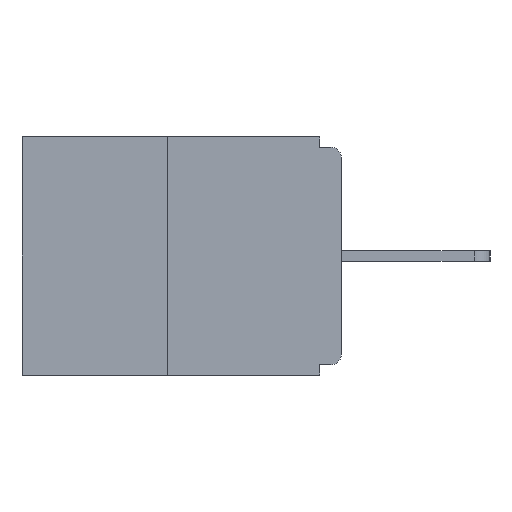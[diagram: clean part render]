
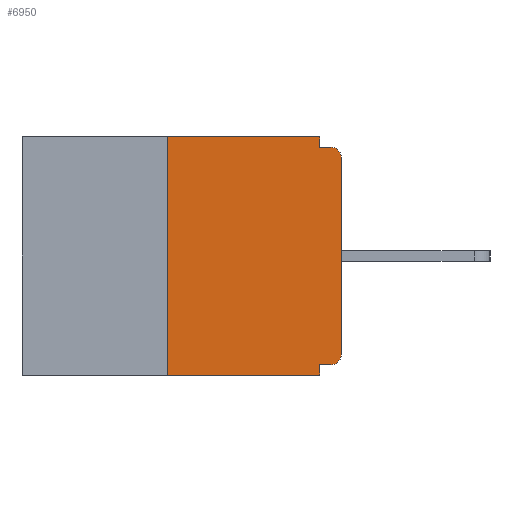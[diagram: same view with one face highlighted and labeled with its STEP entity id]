
A CAD part, left-side view. The second image highlights one B-rep face of the part: STEP entity #6950.
In plain terms, the highlighted planar face has unit normal (-1, 0, 0).
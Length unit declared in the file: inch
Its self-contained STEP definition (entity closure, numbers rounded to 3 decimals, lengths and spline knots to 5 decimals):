
#6 = CARTESIAN_POINT ( 'NONE',  ( 0., 0.015, -0.328 ) ) ;
#457 = VECTOR ( 'NONE', #7845, 39.37008 ) ;
#661 = CARTESIAN_POINT ( 'NONE',  ( 0., 0., -0.328 ) ) ;
#1268 = AXIS2_PLACEMENT_3D ( 'NONE', #7029, #3304, #6964 ) ;
#1614 = CARTESIAN_POINT ( 'NONE',  ( 0., 0., -0.03 ) ) ;
#1693 = LINE ( 'NONE', #5201, #6755 ) ;
#2038 = CARTESIAN_POINT ( 'NONE',  ( 0., 0.25, 0. ) ) ;
#2378 = EDGE_CURVE ( 'NONE', #10740, #10044, #5986, .T. ) ;
#2427 = LINE ( 'NONE', #5273, #11754 ) ;
#2490 = EDGE_CURVE ( 'NONE', #8999, #10044, #7460, .T. ) ;
#2708 = VECTOR ( 'NONE', #4123, 39.37008 ) ;
#2866 = CARTESIAN_POINT ( 'NONE',  ( 0., 0.031, 0. ) ) ;
#2922 = CARTESIAN_POINT ( 'NONE',  ( 0., 0.015, -0.03 ) ) ;
#2958 = CARTESIAN_POINT ( 'NONE',  ( 0., 0.46, 0. ) ) ;
#2976 = VERTEX_POINT ( 'NONE', #6 ) ;
#3168 = CIRCLE ( 'NONE', #9828, 0.015 ) ;
#3304 = DIRECTION ( 'NONE',  ( -1., 0., 0. ) ) ;
#3481 = EDGE_CURVE ( 'NONE', #10547, #9852, #1693, .T. ) ;
#3797 = DIRECTION ( 'NONE',  ( 1., 0., 0. ) ) ;
#3911 = FACE_OUTER_BOUND ( 'NONE', #7961, .T. ) ;
#3963 = DIRECTION ( 'NONE',  ( 0., -1., 0. ) ) ;
#4123 = DIRECTION ( 'NONE',  ( 0., 0., -1. ) ) ;
#4321 = ORIENTED_EDGE ( 'NONE', *, *, #11494, .F. ) ;
#4371 = DIRECTION ( 'NONE',  ( 0., 0., 1. ) ) ;
#4587 = CARTESIAN_POINT ( 'NONE',  ( 0., 0.015, -0.015 ) ) ;
#4906 = CARTESIAN_POINT ( 'NONE',  ( 0., 0.031, -0.328 ) ) ;
#4911 = ORIENTED_EDGE ( 'NONE', *, *, #7673, .T. ) ;
#5201 = CARTESIAN_POINT ( 'NONE',  ( 0., 0., -0.015 ) ) ;
#5273 = CARTESIAN_POINT ( 'NONE',  ( 0., 0.031, 0. ) ) ;
#5317 = VERTEX_POINT ( 'NONE', #2866 ) ;
#5579 = ORIENTED_EDGE ( 'NONE', *, *, #5692, .T. ) ;
#5669 = PLANE ( 'NONE',  #8445 ) ;
#5692 = EDGE_CURVE ( 'NONE', #2976, #10225, #7413, .T. ) ;
#5814 = CARTESIAN_POINT ( 'NONE',  ( 0., 0.46, 0. ) ) ;
#5880 = ORIENTED_EDGE ( 'NONE', *, *, #7281, .F. ) ;
#5986 = LINE ( 'NONE', #9494, #2708 ) ;
#6221 = EDGE_CURVE ( 'NONE', #5317, #10547, #2427, .T. ) ;
#6304 = LINE ( 'NONE', #661, #10346 ) ;
#6335 = DIRECTION ( 'NONE',  ( 0., -1., 0. ) ) ;
#6755 = VECTOR ( 'NONE', #6335, 39.37008 ) ;
#6865 = CARTESIAN_POINT ( 'NONE',  ( 0., 0.031, -0.343 ) ) ;
#6946 = ORIENTED_EDGE ( 'NONE', *, *, #10480, .T. ) ;
#6950 = ADVANCED_FACE ( 'NONE', ( #3911 ), #5669, .F. ) ;
#6964 = DIRECTION ( 'NONE',  ( 0., 0., -1. ) ) ;
#7014 = LINE ( 'NONE', #9787, #9427 ) ;
#7029 = CARTESIAN_POINT ( 'NONE',  ( 0., 0.015, -0.313 ) ) ;
#7231 = ORIENTED_EDGE ( 'NONE', *, *, #2378, .F. ) ;
#7270 = VERTEX_POINT ( 'NONE', #1614 ) ;
#7281 = EDGE_CURVE ( 'NONE', #2976, #10740, #6304, .T. ) ;
#7413 = CIRCLE ( 'NONE', #1268, 0.015 ) ;
#7460 = LINE ( 'NONE', #9163, #7705 ) ;
#7515 = DIRECTION ( 'NONE',  ( 0., 0., 1. ) ) ;
#7571 = LINE ( 'NONE', #2038, #8546 ) ;
#7673 = EDGE_CURVE ( 'NONE', #10225, #7270, #7014, .T. ) ;
#7705 = VECTOR ( 'NONE', #3963, 39.37008 ) ;
#7845 = DIRECTION ( 'NONE',  ( 0., -1., 0. ) ) ;
#7940 = EDGE_CURVE ( 'NONE', #9292, #5317, #11360, .T. ) ;
#7961 = EDGE_LOOP ( 'NONE', ( #11443, #4321, #9213, #7231, #5880, #5579, #4911, #6946, #10296, #10383 ) ) ;
#8248 = DIRECTION ( 'NONE',  ( 0., 0., -1. ) ) ;
#8408 = DIRECTION ( 'NONE',  ( 0., 0., -1. ) ) ;
#8445 = AXIS2_PLACEMENT_3D ( 'NONE', #2958, #3797, #8408 ) ;
#8546 = VECTOR ( 'NONE', #7515, 39.37008 ) ;
#8809 = CARTESIAN_POINT ( 'NONE',  ( 0., 0., -0.313 ) ) ;
#8891 = CARTESIAN_POINT ( 'NONE',  ( 0., 0.25, 0. ) ) ;
#8999 = VERTEX_POINT ( 'NONE', #11135 ) ;
#9068 = DIRECTION ( 'NONE',  ( -1., 0., 0. ) ) ;
#9163 = CARTESIAN_POINT ( 'NONE',  ( 0., 0.46, -0.343 ) ) ;
#9213 = ORIENTED_EDGE ( 'NONE', *, *, #2490, .T. ) ;
#9292 = VERTEX_POINT ( 'NONE', #8891 ) ;
#9427 = VECTOR ( 'NONE', #4371, 39.37008 ) ;
#9494 = CARTESIAN_POINT ( 'NONE',  ( 0., 0.031, -0.343 ) ) ;
#9787 = CARTESIAN_POINT ( 'NONE',  ( 0., 0., 0. ) ) ;
#9828 = AXIS2_PLACEMENT_3D ( 'NONE', #2922, #9068, #8248 ) ;
#9852 = VERTEX_POINT ( 'NONE', #4587 ) ;
#9904 = DIRECTION ( 'NONE',  ( 0., 0., -1. ) ) ;
#10044 = VERTEX_POINT ( 'NONE', #6865 ) ;
#10225 = VERTEX_POINT ( 'NONE', #8809 ) ;
#10296 = ORIENTED_EDGE ( 'NONE', *, *, #3481, .F. ) ;
#10346 = VECTOR ( 'NONE', #11803, 39.37008 ) ;
#10383 = ORIENTED_EDGE ( 'NONE', *, *, #6221, .F. ) ;
#10480 = EDGE_CURVE ( 'NONE', #7270, #9852, #3168, .T. ) ;
#10547 = VERTEX_POINT ( 'NONE', #10929 ) ;
#10740 = VERTEX_POINT ( 'NONE', #4906 ) ;
#10929 = CARTESIAN_POINT ( 'NONE',  ( 0., 0.031, -0.015 ) ) ;
#11135 = CARTESIAN_POINT ( 'NONE',  ( 0., 0.25, -0.343 ) ) ;
#11360 = LINE ( 'NONE', #5814, #457 ) ;
#11443 = ORIENTED_EDGE ( 'NONE', *, *, #7940, .F. ) ;
#11494 = EDGE_CURVE ( 'NONE', #8999, #9292, #7571, .T. ) ;
#11754 = VECTOR ( 'NONE', #9904, 39.37008 ) ;
#11803 = DIRECTION ( 'NONE',  ( 0., 1., 0. ) ) ;
